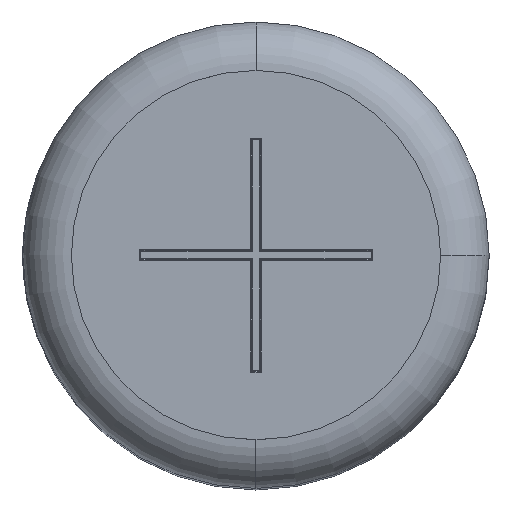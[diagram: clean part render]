
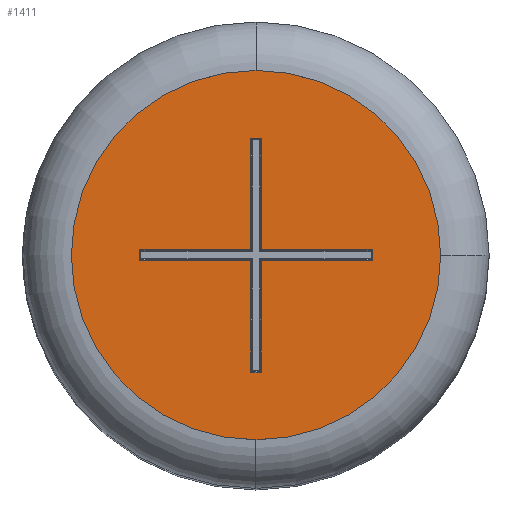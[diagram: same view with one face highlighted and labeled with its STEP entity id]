
A CAD part, top view. The second image highlights one B-rep face of the part: STEP entity #1411.
In plain terms, the highlighted planar face has unit normal (0, 0, 1).
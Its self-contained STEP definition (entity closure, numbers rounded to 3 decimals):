
#1263 = VERTEX_POINT('',#1264);
#1264 = CARTESIAN_POINT('',(2.,0.,11.373));
#1271 = EDGE_CURVE('',#1272,#1263,#1274,.T.);
#1272 = VERTEX_POINT('',#1273);
#1273 = CARTESIAN_POINT('',(0.,-2.,
    11.373));
#1274 = CIRCLE('',#1275,2.);
#1275 = AXIS2_PLACEMENT_3D('',#1276,#1277,#1278);
#1276 = CARTESIAN_POINT('',(0.,0.,
    11.373));
#1277 = DIRECTION('',(0.,0.,1.));
#1278 = DIRECTION('',(1.,0.,0.));
#1371 = EDGE_CURVE('',#1372,#1272,#1374,.T.);
#1372 = VERTEX_POINT('',#1373);
#1373 = CARTESIAN_POINT('',(0.,2.,
    11.373));
#1374 = CIRCLE('',#1375,2.);
#1375 = AXIS2_PLACEMENT_3D('',#1376,#1377,#1378);
#1376 = CARTESIAN_POINT('',(0.,0.,
    11.373));
#1377 = DIRECTION('',(0.,0.,1.));
#1378 = DIRECTION('',(1.,0.,0.));
#1400 = EDGE_CURVE('',#1263,#1372,#1401,.T.);
#1401 = CIRCLE('',#1402,2.);
#1402 = AXIS2_PLACEMENT_3D('',#1403,#1404,#1405);
#1403 = CARTESIAN_POINT('',(0.,0.,
    11.373));
#1404 = DIRECTION('',(0.,0.,1.));
#1405 = DIRECTION('',(1.,0.,0.));
#1411 = ADVANCED_FACE('',(#1412,#1417),#1515,.T.);
#1412 = FACE_BOUND('',#1413,.T.);
#1413 = EDGE_LOOP('',(#1414,#1415,#1416));
#1414 = ORIENTED_EDGE('',*,*,#1371,.T.);
#1415 = ORIENTED_EDGE('',*,*,#1271,.T.);
#1416 = ORIENTED_EDGE('',*,*,#1400,.T.);
#1417 = FACE_BOUND('',#1418,.T.);
#1418 = EDGE_LOOP('',(#1419,#1429,#1437,#1445,#1453,#1461,#1469,#1477,
    #1485,#1493,#1501,#1509));
#1419 = ORIENTED_EDGE('',*,*,#1420,.T.);
#1420 = EDGE_CURVE('',#1421,#1423,#1425,.T.);
#1421 = VERTEX_POINT('',#1422);
#1422 = CARTESIAN_POINT('',(1.265,0.057,
    11.373));
#1423 = VERTEX_POINT('',#1424);
#1424 = CARTESIAN_POINT('',(1.265,-0.057,
    11.373));
#1425 = LINE('',#1426,#1427);
#1426 = CARTESIAN_POINT('',(1.265,-0.05,
    11.373));
#1427 = VECTOR('',#1428,1.);
#1428 = DIRECTION('',(0.,-1.,0.));
#1429 = ORIENTED_EDGE('',*,*,#1430,.T.);
#1430 = EDGE_CURVE('',#1423,#1431,#1433,.T.);
#1431 = VERTEX_POINT('',#1432);
#1432 = CARTESIAN_POINT('',(0.057,-0.057,
    11.373));
#1433 = LINE('',#1434,#1435);
#1434 = CARTESIAN_POINT('',(0.05,-0.057,
    11.373));
#1435 = VECTOR('',#1436,1.);
#1436 = DIRECTION('',(-1.,0.,0.));
#1437 = ORIENTED_EDGE('',*,*,#1438,.T.);
#1438 = EDGE_CURVE('',#1431,#1439,#1441,.T.);
#1439 = VERTEX_POINT('',#1440);
#1440 = CARTESIAN_POINT('',(0.057,-1.267,
    11.373));
#1441 = LINE('',#1442,#1443);
#1442 = CARTESIAN_POINT('',(0.057,-1.26,
    11.373));
#1443 = VECTOR('',#1444,1.);
#1444 = DIRECTION('',(0.,-1.,0.));
#1445 = ORIENTED_EDGE('',*,*,#1446,.T.);
#1446 = EDGE_CURVE('',#1439,#1447,#1449,.T.);
#1447 = VERTEX_POINT('',#1448);
#1448 = CARTESIAN_POINT('',(-0.057,-1.267,
    11.373));
#1449 = LINE('',#1450,#1451);
#1450 = CARTESIAN_POINT('',(-0.05,-1.267,
    11.373));
#1451 = VECTOR('',#1452,1.);
#1452 = DIRECTION('',(-1.,0.,0.));
#1453 = ORIENTED_EDGE('',*,*,#1454,.T.);
#1454 = EDGE_CURVE('',#1447,#1455,#1457,.T.);
#1455 = VERTEX_POINT('',#1456);
#1456 = CARTESIAN_POINT('',(-0.057,-0.057,
    11.373));
#1457 = LINE('',#1458,#1459);
#1458 = CARTESIAN_POINT('',(-0.057,-0.05,
    11.373));
#1459 = VECTOR('',#1460,1.);
#1460 = DIRECTION('',(0.,1.,0.));
#1461 = ORIENTED_EDGE('',*,*,#1462,.T.);
#1462 = EDGE_CURVE('',#1455,#1463,#1465,.T.);
#1463 = VERTEX_POINT('',#1464);
#1464 = CARTESIAN_POINT('',(-1.265,-0.057,
    11.373));
#1465 = LINE('',#1466,#1467);
#1466 = CARTESIAN_POINT('',(-1.258,-0.057,
    11.373));
#1467 = VECTOR('',#1468,1.);
#1468 = DIRECTION('',(-1.,0.,0.));
#1469 = ORIENTED_EDGE('',*,*,#1470,.T.);
#1470 = EDGE_CURVE('',#1463,#1471,#1473,.T.);
#1471 = VERTEX_POINT('',#1472);
#1472 = CARTESIAN_POINT('',(-1.265,0.057,
    11.373));
#1473 = LINE('',#1474,#1475);
#1474 = CARTESIAN_POINT('',(-1.265,0.05,
    11.373));
#1475 = VECTOR('',#1476,1.);
#1476 = DIRECTION('',(0.,1.,0.));
#1477 = ORIENTED_EDGE('',*,*,#1478,.T.);
#1478 = EDGE_CURVE('',#1471,#1479,#1481,.T.);
#1479 = VERTEX_POINT('',#1480);
#1480 = CARTESIAN_POINT('',(-0.057,0.057,
    11.373));
#1481 = LINE('',#1482,#1483);
#1482 = CARTESIAN_POINT('',(-0.05,0.057,
    11.373));
#1483 = VECTOR('',#1484,1.);
#1484 = DIRECTION('',(1.,0.,0.));
#1485 = ORIENTED_EDGE('',*,*,#1486,.T.);
#1486 = EDGE_CURVE('',#1479,#1487,#1489,.T.);
#1487 = VERTEX_POINT('',#1488);
#1488 = CARTESIAN_POINT('',(-0.057,1.267,
    11.373));
#1489 = LINE('',#1490,#1491);
#1490 = CARTESIAN_POINT('',(-0.057,1.26,
    11.373));
#1491 = VECTOR('',#1492,1.);
#1492 = DIRECTION('',(0.,1.,0.));
#1493 = ORIENTED_EDGE('',*,*,#1494,.T.);
#1494 = EDGE_CURVE('',#1487,#1495,#1497,.T.);
#1495 = VERTEX_POINT('',#1496);
#1496 = CARTESIAN_POINT('',(0.057,1.267,
    11.373));
#1497 = LINE('',#1498,#1499);
#1498 = CARTESIAN_POINT('',(0.05,1.267,
    11.373));
#1499 = VECTOR('',#1500,1.);
#1500 = DIRECTION('',(1.,0.,0.));
#1501 = ORIENTED_EDGE('',*,*,#1502,.T.);
#1502 = EDGE_CURVE('',#1495,#1503,#1505,.T.);
#1503 = VERTEX_POINT('',#1504);
#1504 = CARTESIAN_POINT('',(0.057,0.057,
    11.373));
#1505 = LINE('',#1506,#1507);
#1506 = CARTESIAN_POINT('',(0.057,0.05,
    11.373));
#1507 = VECTOR('',#1508,1.);
#1508 = DIRECTION('',(0.,-1.,0.));
#1509 = ORIENTED_EDGE('',*,*,#1510,.T.);
#1510 = EDGE_CURVE('',#1503,#1421,#1511,.T.);
#1511 = LINE('',#1512,#1513);
#1512 = CARTESIAN_POINT('',(1.258,0.057,
    11.373));
#1513 = VECTOR('',#1514,1.);
#1514 = DIRECTION('',(1.,0.,0.));
#1515 = PLANE('',#1516);
#1516 = AXIS2_PLACEMENT_3D('',#1517,#1518,#1519);
#1517 = CARTESIAN_POINT('',(2.,0.,11.373));
#1518 = DIRECTION('',(0.,0.,1.));
#1519 = DIRECTION('',(1.,0.,0.));
